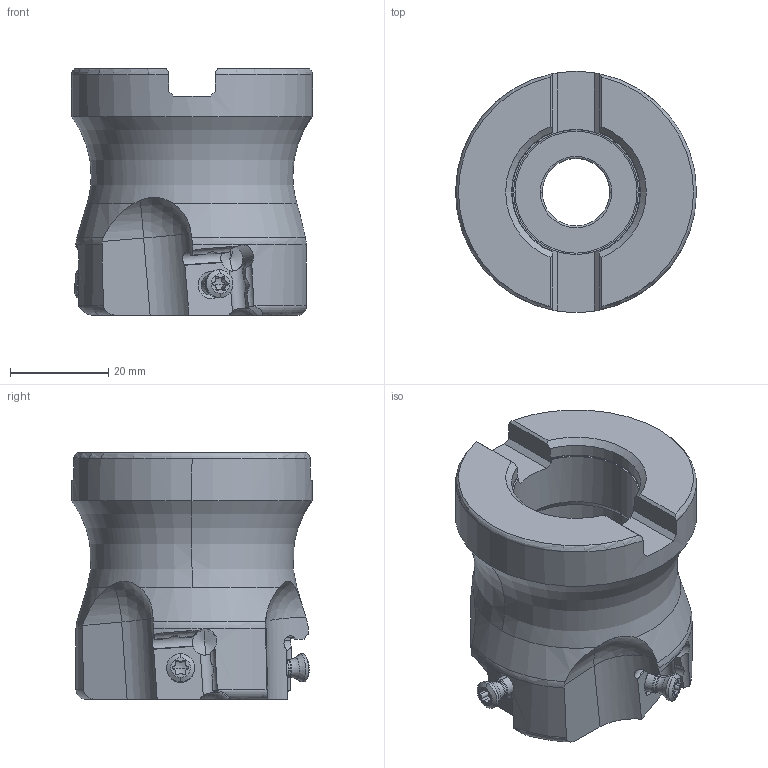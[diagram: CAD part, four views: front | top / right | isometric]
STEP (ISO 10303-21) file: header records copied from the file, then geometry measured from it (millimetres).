
FILE_DESCRIPTION(/* description */ (''),/* implementation_level */ '2;1');
FILE_NAME(/* name */ 'VOX400UR0203C.stp',/* time_stamp */ '2019-03-26T13:44:54+09:00',/* author */ (''),/* organization */ (''),/* preprocessor_version */ 'ST-DEVELOPER v16',/* originating_system */ 'SIEMENS PLM Software NX 10.0',/* authorisation */ '');
FILE_SCHEMA (('AUTOMOTIVE_DESIGN { 1 0 10303 214 3 1 1 1 }'));
Length unit declared in the file: millimetre
Products named in the file (1): VOX400UR0203C_ASM
Bounding box: 49.02 x 49.02 x 50.1 mm (x, y, z)
Volume: 52784.4 mm3; surface area: 14755.2 mm2
Topology: 4 solids, 4 shells, 275 faces, 808 edges, 526 vertices
Faces by surface type: cylinder 117, plane 59, cone 55, torus 32, sphere 12
Entity records: 11847 total; most frequent: CARTESIAN_POINT 4559, ORIENTED_EDGE 1580, DIRECTION 1481, EDGE_CURVE 790, AXIS2_PLACEMENT_3D 618, VERTEX_POINT 526, CIRCLE 315, EDGE_LOOP 286
